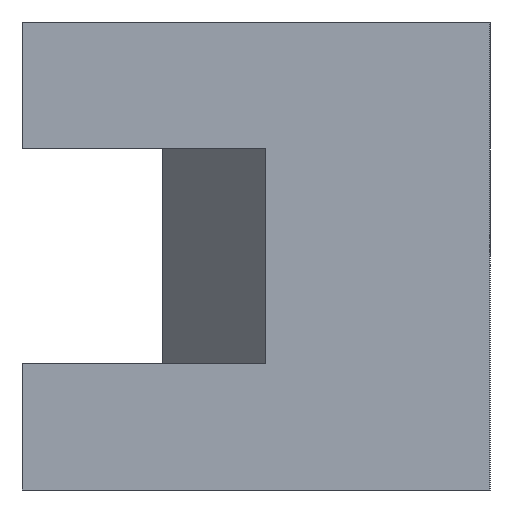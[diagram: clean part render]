
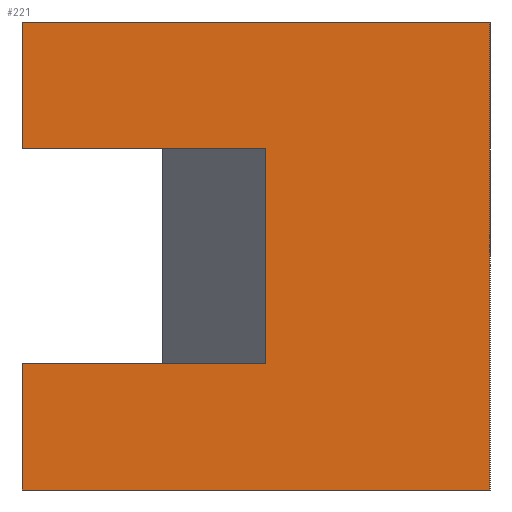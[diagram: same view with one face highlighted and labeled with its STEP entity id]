
A CAD part, left-side view. The second image highlights one B-rep face of the part: STEP entity #221.
In plain terms, the highlighted planar face has unit normal (-1, 0, 0).
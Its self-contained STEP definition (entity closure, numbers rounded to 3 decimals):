
#17 = VERTEX_POINT ( 'NONE', #88 ) ;
#22 = EDGE_CURVE ( 'NONE', #41, #259, #81, .T. ) ;
#27 = EDGE_CURVE ( 'NONE', #256, #17, #286, .T. ) ;
#30 = DIRECTION ( 'NONE',  ( 0., 0., 1. ) ) ;
#36 = DIRECTION ( 'NONE',  ( 0., 0., 1. ) ) ;
#37 = VECTOR ( 'NONE', #326, 1000. ) ;
#41 = VERTEX_POINT ( 'NONE', #194 ) ;
#42 = ORIENTED_EDGE ( 'NONE', *, *, #323, .F. ) ;
#48 = ORIENTED_EDGE ( 'NONE', *, *, #355, .F. ) ;
#49 = DIRECTION ( 'NONE',  ( 0., 1., 0. ) ) ;
#57 = CARTESIAN_POINT ( 'NONE',  ( 0., 0., 73. ) ) ;
#59 = EDGE_CURVE ( 'NONE', #256, #95, #379, .T. ) ;
#60 = CARTESIAN_POINT ( 'NONE',  ( 0., -52., 27. ) ) ;
#64 = CARTESIAN_POINT ( 'NONE',  ( 0., -52., 73. ) ) ;
#65 = LINE ( 'NONE', #390, #250 ) ;
#66 = CARTESIAN_POINT ( 'NONE',  ( 0., 0., 0. ) ) ;
#81 = LINE ( 'NONE', #284, #99 ) ;
#86 = VECTOR ( 'NONE', #49, 1000. ) ;
#88 = CARTESIAN_POINT ( 'NONE',  ( 0., -100., 100. ) ) ;
#95 = VERTEX_POINT ( 'NONE', #190 ) ;
#99 = VECTOR ( 'NONE', #362, 1000. ) ;
#115 = FACE_OUTER_BOUND ( 'NONE', #339, .T. ) ;
#116 = DIRECTION ( 'NONE',  ( -1., 0., 0. ) ) ;
#124 = VERTEX_POINT ( 'NONE', #132 ) ;
#125 = LINE ( 'NONE', #269, #314 ) ;
#132 = CARTESIAN_POINT ( 'NONE',  ( 0., 0., 100. ) ) ;
#150 = LINE ( 'NONE', #64, #37 ) ;
#152 = DIRECTION ( 'NONE',  ( 0., 0., 1. ) ) ;
#157 = EDGE_CURVE ( 'NONE', #255, #394, #65, .T. ) ;
#162 = VECTOR ( 'NONE', #30, 1000. ) ;
#168 = DIRECTION ( 'NONE',  ( 0., 1., 0. ) ) ;
#171 = CARTESIAN_POINT ( 'NONE',  ( 0., -100., 0. ) ) ;
#172 = CARTESIAN_POINT ( 'NONE',  ( 0., -100., 0. ) ) ;
#190 = CARTESIAN_POINT ( 'NONE',  ( 0., 0., 0. ) ) ;
#194 = CARTESIAN_POINT ( 'NONE',  ( 0., -52., 73. ) ) ;
#202 = DIRECTION ( 'NONE',  ( 0., 1., 0. ) ) ;
#206 = CARTESIAN_POINT ( 'NONE',  ( 0., 0., 27. ) ) ;
#221 = ADVANCED_FACE ( 'NONE', ( #115 ), #235, .T. ) ;
#229 = ORIENTED_EDGE ( 'NONE', *, *, #157, .T. ) ;
#231 = EDGE_CURVE ( 'NONE', #17, #124, #397, .T. ) ;
#235 = PLANE ( 'NONE',  #353 ) ;
#245 = VECTOR ( 'NONE', #36, 1000. ) ;
#250 = VECTOR ( 'NONE', #168, 1000. ) ;
#255 = VERTEX_POINT ( 'NONE', #60 ) ;
#256 = VERTEX_POINT ( 'NONE', #293 ) ;
#259 = VERTEX_POINT ( 'NONE', #57 ) ;
#262 = ORIENTED_EDGE ( 'NONE', *, *, #22, .F. ) ;
#263 = VECTOR ( 'NONE', #202, 1000. ) ;
#265 = DIRECTION ( 'NONE',  ( 0., 0., 1. ) ) ;
#269 = CARTESIAN_POINT ( 'NONE',  ( 0., 0., 0. ) ) ;
#272 = ORIENTED_EDGE ( 'NONE', *, *, #231, .T. ) ;
#275 = ORIENTED_EDGE ( 'NONE', *, *, #59, .F. ) ;
#284 = CARTESIAN_POINT ( 'NONE',  ( 0., -30., 73. ) ) ;
#286 = LINE ( 'NONE', #171, #162 ) ;
#289 = EDGE_CURVE ( 'NONE', #41, #255, #150, .T. ) ;
#293 = CARTESIAN_POINT ( 'NONE',  ( 0., -100., 0. ) ) ;
#297 = CARTESIAN_POINT ( 'NONE',  ( 0., -100., 100. ) ) ;
#314 = VECTOR ( 'NONE', #152, 1000. ) ;
#323 = EDGE_CURVE ( 'NONE', #259, #124, #332, .T. ) ;
#326 = DIRECTION ( 'NONE',  ( 0., 0., -1. ) ) ;
#332 = LINE ( 'NONE', #66, #245 ) ;
#339 = EDGE_LOOP ( 'NONE', ( #262, #349, #229, #48, #275, #385, #272, #42 ) ) ;
#349 = ORIENTED_EDGE ( 'NONE', *, *, #289, .T. ) ;
#353 = AXIS2_PLACEMENT_3D ( 'NONE', #364, #116, #265 ) ;
#355 = EDGE_CURVE ( 'NONE', #95, #394, #125, .T. ) ;
#362 = DIRECTION ( 'NONE',  ( 0., 1., 0. ) ) ;
#364 = CARTESIAN_POINT ( 'NONE',  ( 0., -100., 0. ) ) ;
#379 = LINE ( 'NONE', #172, #86 ) ;
#385 = ORIENTED_EDGE ( 'NONE', *, *, #27, .T. ) ;
#390 = CARTESIAN_POINT ( 'NONE',  ( 0., -30., 27. ) ) ;
#394 = VERTEX_POINT ( 'NONE', #206 ) ;
#397 = LINE ( 'NONE', #297, #263 ) ;
